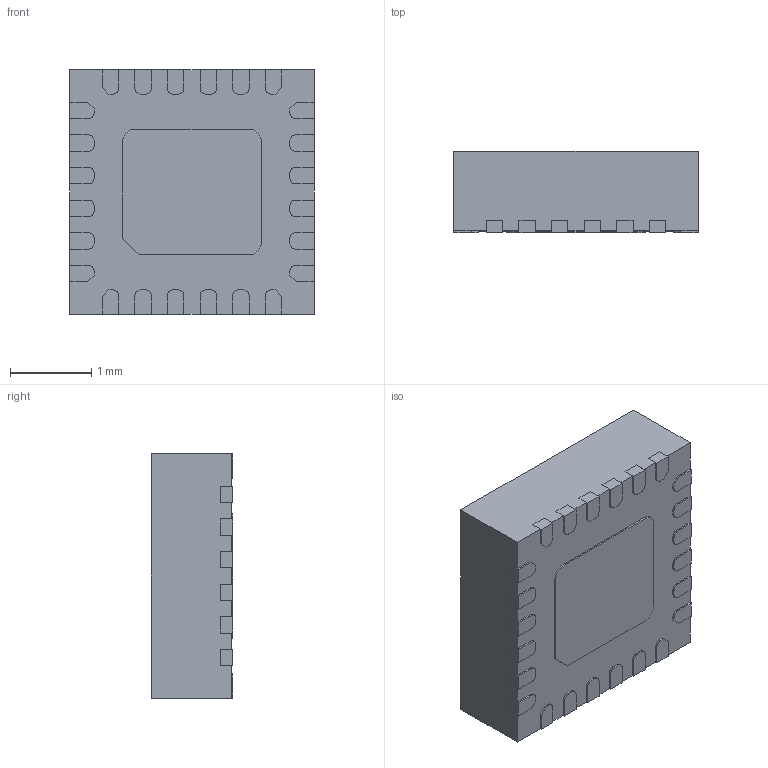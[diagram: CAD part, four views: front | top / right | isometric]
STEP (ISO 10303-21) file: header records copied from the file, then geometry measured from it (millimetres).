
FILE_DESCRIPTION(('CAx-IF Rec.Pracs.---Model Styling and Organization---1.5---2016-08-15','CAx-IF Rec.Pracs.---Geometric and Assembly Validation Properties---4.4---2016-08-17','CAx-IF Rec.Pracs.---User Defined Attributes---1.5---2016-08-15','CAx-IF Rec.Pracs.---External References---2.1---2005-01-19'),'2;1');
FILE_NAME('15891473.step','2025-03-28T02:49:58',('Unspecified'),('Unspecified'),'CAD Exchanger 3.10.2 (cadexchanger.com)','Unspecified','');
FILE_SCHEMA(('AUTOMOTIVE_DESIGN { 1 0 10303 214 1 1 1 1 }'));
Length unit declared in the file: millimetre
Products named in the file (1): ICM-20948
Bounding box: 3 x 1 x 3 mm (x, y, z)
Volume: 8.9 mm3; surface area: 44.5 mm2
Topology: 26 solids, 26 shells, 431 faces, 1094 edges, 730 vertices
Faces by surface type: plane 341, cylinder 90
Entity records: 13146 total; most frequent: CARTESIAN_POINT 2256, ORIENTED_EDGE 2188, DIRECTION 2138, EDGE_CURVE 1094, LINE 914, VECTOR 914, VERTEX_POINT 730, AXIS2_PLACEMENT_3D 612
